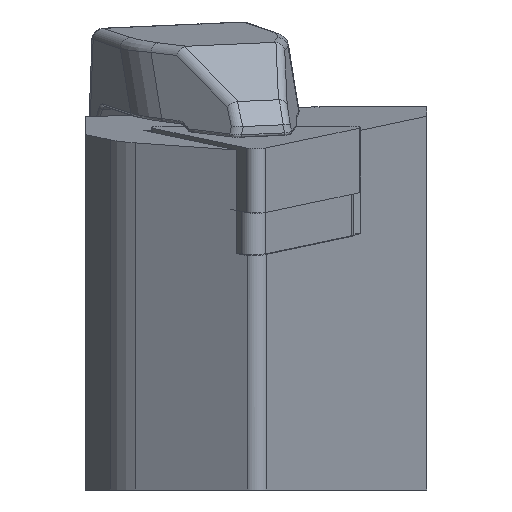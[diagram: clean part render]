
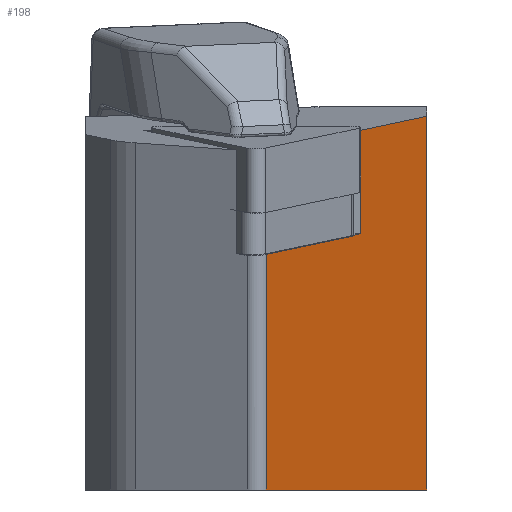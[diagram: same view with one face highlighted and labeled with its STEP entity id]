
A CAD part, left-side view. The second image highlights one B-rep face of the part: STEP entity #198.
In plain terms, the highlighted planar face has unit normal (-0.496, -0.866, -0.061).
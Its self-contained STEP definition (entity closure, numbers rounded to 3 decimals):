
#198=ADVANCED_FACE('',(#361),#315,.F.);
#315=PLANE('',#2001);
#361=FACE_OUTER_BOUND('',#472,.T.);
#472=EDGE_LOOP('',(#939,#940,#941,#942,#943,#944,#945));
#589=LINE('',#2800,#743);
#593=LINE('',#2808,#747);
#603=LINE('',#2828,#757);
#611=LINE('',#2848,#765);
#622=LINE('',#2870,#776);
#623=LINE('',#2872,#777);
#624=LINE('',#2874,#778);
#743=VECTOR('',#2212,1.);
#747=VECTOR('',#2218,1.);
#757=VECTOR('',#2232,1.);
#765=VECTOR('',#2246,1.);
#776=VECTOR('',#2261,1.);
#777=VECTOR('',#2262,1.);
#778=VECTOR('',#2263,1.);
#939=ORIENTED_EDGE('',*,*,#1647,.F.);
#940=ORIENTED_EDGE('',*,*,#1643,.F.);
#941=ORIENTED_EDGE('',*,*,#1678,.F.);
#942=ORIENTED_EDGE('',*,*,#1679,.F.);
#943=ORIENTED_EDGE('',*,*,#1680,.F.);
#944=ORIENTED_EDGE('',*,*,#1667,.F.);
#945=ORIENTED_EDGE('',*,*,#1657,.F.);
#1465=VERTEX_POINT('',#2798);
#1467=VERTEX_POINT('',#2801);
#1470=VERTEX_POINT('',#2809);
#1478=VERTEX_POINT('',#2829);
#1487=VERTEX_POINT('',#2849);
#1496=VERTEX_POINT('',#2871);
#1497=VERTEX_POINT('',#2873);
#1643=EDGE_CURVE('',#1465,#1467,#589,.T.);
#1647=EDGE_CURVE('',#1467,#1470,#593,.T.);
#1657=EDGE_CURVE('',#1470,#1478,#603,.T.);
#1667=EDGE_CURVE('',#1478,#1487,#611,.T.);
#1678=EDGE_CURVE('',#1496,#1465,#622,.T.);
#1679=EDGE_CURVE('',#1497,#1496,#623,.T.);
#1680=EDGE_CURVE('',#1487,#1497,#624,.T.);
#2001=AXIS2_PLACEMENT_3D('',#2875,#2264,#2265);
#2212=DIRECTION('',(0.86,-0.5,0.106));
#2218=DIRECTION('',(-0.122,0.,0.993));
#2232=DIRECTION('',(0.86,-0.5,0.106));
#2246=DIRECTION('',(0.122,0.,-0.993));
#2261=DIRECTION('',(0.86,-0.5,0.106));
#2262=DIRECTION('',(-0.122,0.,0.993));
#2263=DIRECTION('',(-0.868,0.497,0.));
#2264=DIRECTION('',(0.496,0.866,0.061));
#2265=DIRECTION('',(-0.868,0.497,0.));
#2798=CARTESIAN_POINT('',(13.485,-19.62,-6.347));
#2800=CARTESIAN_POINT('',(22.734,-25.,-5.211));
#2801=CARTESIAN_POINT('',(14.359,-20.128,-6.24));
#2808=CARTESIAN_POINT('',(18.266,-20.128,-38.061));
#2809=CARTESIAN_POINT('',(13.428,-20.128,1.343));
#2828=CARTESIAN_POINT('',(21.803,-25.,2.372));
#2829=CARTESIAN_POINT('',(21.803,-25.,2.372));
#2848=CARTESIAN_POINT('',(26.641,-25.,-37.032));
#2849=CARTESIAN_POINT('',(25.164,-25.,-25.));
#2870=CARTESIAN_POINT('',(22.734,-25.,-5.211));
#2871=CARTESIAN_POINT('',(2.526,-13.245,-7.692));
#2872=CARTESIAN_POINT('',(6.433,-13.245,-39.514));
#2873=CARTESIAN_POINT('',(4.651,-13.245,-25.));
#2874=CARTESIAN_POINT('',(26.276,-25.637,-25.));
#2875=CARTESIAN_POINT('',(26.641,-25.,-37.032));
